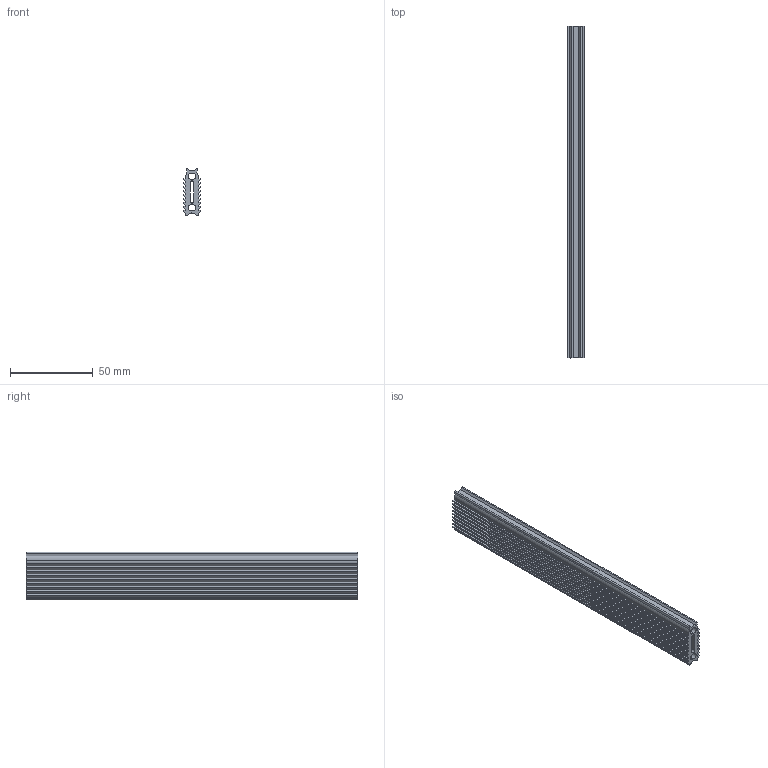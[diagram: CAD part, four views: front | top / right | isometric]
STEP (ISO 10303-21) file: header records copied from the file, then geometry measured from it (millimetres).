
FILE_DESCRIPTION((''),'2;1');
FILE_NAME('','2005-07-15T09:56:52',(''),(''),'','CADfix','');
FILE_SCHEMA(('AUTOMOTIVE_DESIGN'));
Length unit declared in the file: millimetre
Products named in the file (1): gasket
Bounding box: 10.49 x 200 x 28.5 mm (x, y, z)
Volume: 33136.2 mm3; surface area: 34382.4 mm2
Topology: 1 solids, 1 shells, 100 faces, 294 edges, 196 vertices
Faces by surface type: bspline 100
Entity records: 3250 total; most frequent: CARTESIAN_POINT 1537, ORIENTED_EDGE 588, EDGE_CURVE 294, QUASI_UNIFORM_CURVE 232, VERTEX_POINT 196, EDGE_LOOP 106, FACE_OUTER_BOUND 100, ADVANCED_FACE 100
